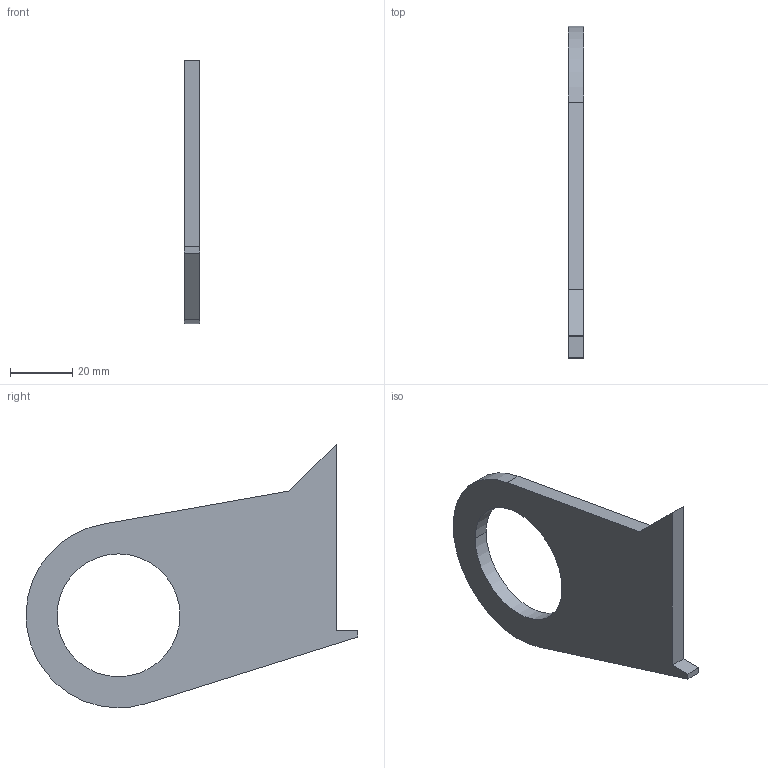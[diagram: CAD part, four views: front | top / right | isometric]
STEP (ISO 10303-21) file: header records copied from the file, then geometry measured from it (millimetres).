
FILE_DESCRIPTION(('CATIA V5 STEP Exchange'),'2;1');
FILE_NAME('Carrier_2.stp','2023-07-18T20:51:30+00:00',('none'),('none'),'CATIA Version 5 Release 20 GA (IN-10)','CATIA V5 STEP AP203','none');
FILE_SCHEMA(('CONFIG_CONTROL_DESIGN'));
Length unit declared in the file: millimetre
Products named in the file (1): Carrier_2
Bounding box: 5 x 106.75 x 84.73 mm (x, y, z)
Volume: 21199.2 mm3; surface area: 10700.2 mm2
Topology: 1 solids, 1 shells, 11 faces, 27 edges, 18 vertices
Faces by surface type: plane 8, cylinder 3
Entity records: 366 total; most frequent: CARTESIAN_POINT 57, ORIENTED_EDGE 54, DIRECTION 49, EDGE_CURVE 27, VECTOR 21, LINE 21, AXIS2_PLACEMENT_3D 18, VERTEX_POINT 18
